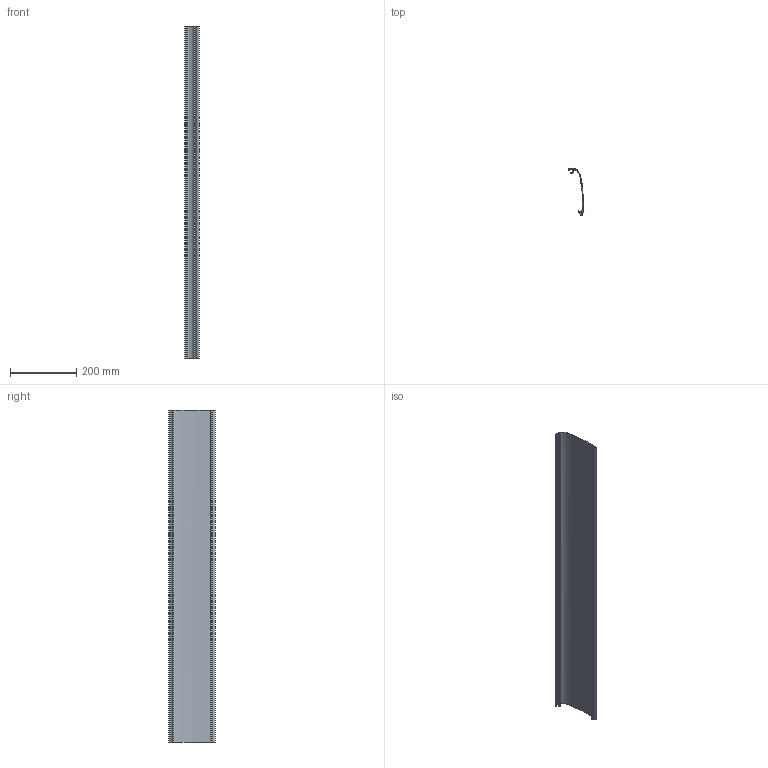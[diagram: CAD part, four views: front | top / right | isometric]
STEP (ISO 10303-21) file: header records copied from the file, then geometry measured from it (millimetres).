
FILE_DESCRIPTION (( 'STEP AP214' ), '1' );
FILE_NAME ('6115835.stp', '2016-06-21T08:45:33', ( '' ), ( '' ), 'SwSTEP 2.0', 'SolidWorks 2014', '' );
FILE_SCHEMA (( 'AUTOMOTIVE_DESIGN' ));
Length unit declared in the file: millimetre
Products named in the file (1): 6115835
Bounding box: 44.48 x 139.8 x 999 mm (x, y, z)
Volume: 295103.8 mm3; surface area: 412366.5 mm2
Topology: 1 solids, 1 shells, 63 faces, 183 edges, 122 vertices
Faces by surface type: cylinder 32, plane 26, bspline 5
Entity records: 2409 total; most frequent: CARTESIAN_POINT 678, ORIENTED_EDGE 366, DIRECTION 355, EDGE_CURVE 183, AXIS2_PLACEMENT_3D 123, VERTEX_POINT 122, LINE 109, VECTOR 109
